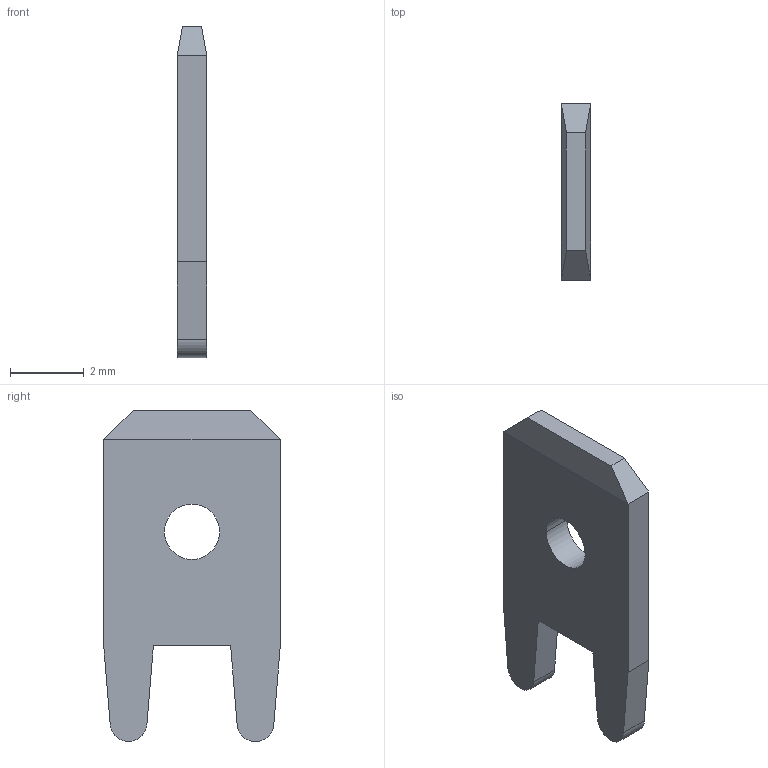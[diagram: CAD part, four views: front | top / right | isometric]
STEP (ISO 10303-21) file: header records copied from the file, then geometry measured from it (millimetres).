
FILE_DESCRIPTION(('FreeCAD Model'),'2;1');
FILE_NAME('3825C08_MODIFIED.step', '2017-09-27T15:32:17',('kicad StepUp'),('ksu MCAD'), 'Open CASCADE STEP processor 6.8','FreeCAD','Unknown');
FILE_SCHEMA(('AUTOMOTIVE_DESIGN_CC2 { 1 2 10303 214 -1 1 5 4 }'));
Length unit declared in the file: millimetre
Products named in the file (2): ASSEMBLY; 3825C08_MODIFIED
Assembly tree (1 placements, depth 2):
  ASSEMBLY
    3825C08_MODIFIED
Bounding box: 0.8 x 4.8 x 9 mm (x, y, z)
Volume: 26.8 mm3; surface area: 95 mm2
Topology: 1 solids, 1 shells, 18 faces, 44 edges, 28 vertices
Faces by surface type: plane 14, cylinder 4
Entity records: 567 total; most frequent: CARTESIAN_POINT 92, DIRECTION 92, ORIENTED_EDGE 88, EDGE_CURVE 44, LINE 36, VECTOR 36, AXIS2_PLACEMENT_3D 28, VERTEX_POINT 28
